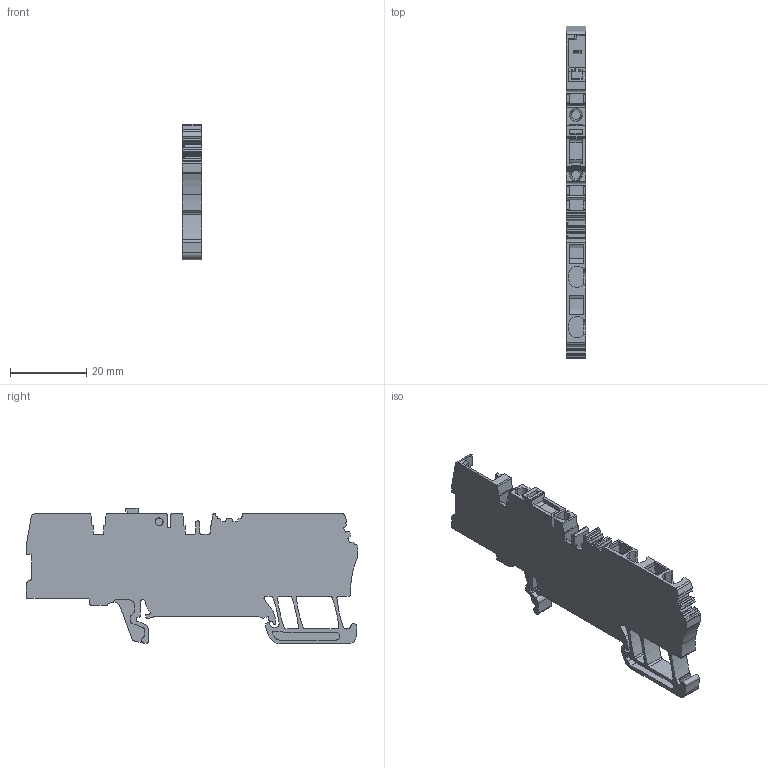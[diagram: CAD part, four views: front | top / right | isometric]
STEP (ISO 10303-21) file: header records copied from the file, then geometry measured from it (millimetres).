
FILE_DESCRIPTION(('CATIA V5 STEP Exchange','CAx-IF Rec.Pracs.--- Model Styling and Organization---1.4--- 2014-01-23'),'2;1');
FILE_NAME ('D1457767_0_1865510000_1865510000.stp','2020-01-06T07:42:07+00:00',('none'),('Weidmueller'),'CATIA Version 5-6 Release 2016 SP3 HF44','CATIA V5 STEP AP214','none');
FILE_SCHEMA(('AUTOMOTIVE_DESIGN { 1 0 10303 214 1 1 1 1 }'));
Length unit declared in the file: millimetre
Products named in the file (1): 1865510000_ZTTR_2-5
Bounding box: 5.1 x 87 x 35.55 mm (x, y, z)
Volume: 9097.4 mm3; surface area: 8053.2 mm2
Topology: 2 solids, 3 shells, 477 faces, 1419 edges, 955 vertices
Faces by surface type: plane 271, cylinder 196, torus 6, cone 4
Entity records: 15369 total; most frequent: CARTESIAN_POINT 2848, ORIENTED_EDGE 2838, DIRECTION 2188, EDGE_CURVE 1419, VECTOR 990, LINE 990, VERTEX_POINT 955, AXIS2_PLACEMENT_3D 805
